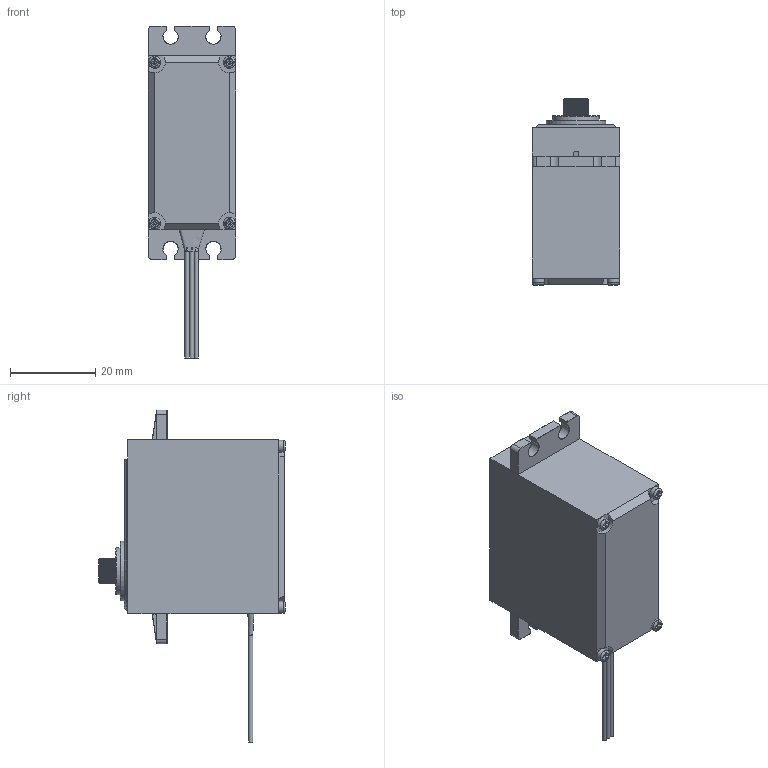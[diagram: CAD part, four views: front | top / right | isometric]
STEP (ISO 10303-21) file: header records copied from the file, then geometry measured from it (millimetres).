
FILE_DESCRIPTION(/* description */ (''),/* implementation_level */ '2;1');
FILE_NAME(/* name */ 'TGY1501.step',/* time_stamp */ '2017-03-02T19:26:13+01:00',/* author */ (''),/* organization */ (''),/* preprocessor_version */ 'ST-DEVELOPER v16.5',/* originating_system */ 'Autodesk Translation Framework v5.2.0.2920',/* authorisation */ '');
FILE_SCHEMA (('AUTOMOTIVE_DESIGN { 1 0 10303 214 3 1 1 }'));
Length unit declared in the file: millimetre
Products named in the file (1): Untitled v3
Bounding box: 20.52 x 43.6 x 77.7 mm (x, y, z)
Volume: 31911.8 mm3; surface area: 7510 mm2
Topology: 5 solids, 5 shells, 516 faces, 1428 edges, 931 vertices
Faces by surface type: plane 300, cylinder 155, torus 24, cone 20, bspline 13, sphere 4
Full cylindrical faces by diameter (mm): 1 x3, 2.671 x1, 2.8 x4, 6 x1, 11 x1, 14 x1
Entity records: 17244 total; most frequent: CARTESIAN_POINT 4373, ORIENTED_EDGE 2808, DIRECTION 2629, EDGE_CURVE 1404, AXIS2_PLACEMENT_3D 943, VERTEX_POINT 925, LINE 743, VECTOR 743
